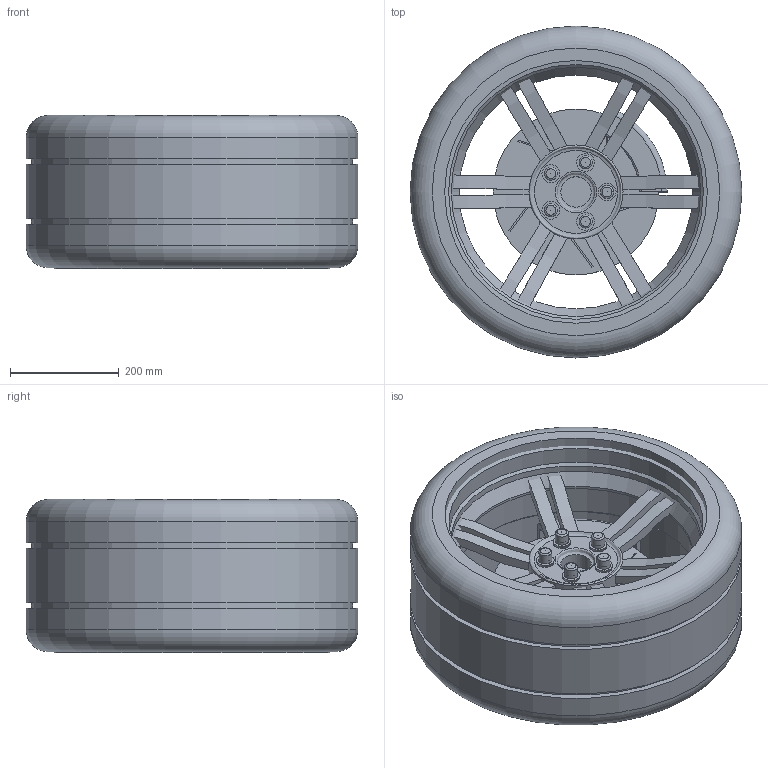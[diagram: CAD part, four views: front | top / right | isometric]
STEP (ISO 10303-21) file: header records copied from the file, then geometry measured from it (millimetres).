
FILE_DESCRIPTION((('zoo.dev export')), '2;1');
FILE_NAME('dump.step', '2025-01-30T20:44:22.431929606+00:00', ('Author unknown'), ('Organization unknown'), 'zoo.dev beta', 'zoo.dev', 'Authorization unknown');
FILE_SCHEMA(('AP203_CONFIGURATION_CONTROLLED_3D_DESIGN_OF_MECHANICAL_PARTS_AND_ASSEMBLIES_MIM_LF'));
Length unit declared in the file: metre
Products named in the file (42): UNIDENTIFIED_PRODUCT
Bounding box: 609.6 x 609.6 x 281.48 mm (x, y, z)
Volume: 35472191.8 mm3; surface area: 2853809.9 mm2
Topology: 43 solids, 43 shells, 322 faces, 612 edges, 397 vertices
Faces by surface type: plane 175, cylinder 90, bspline 42, torus 15
Full cylindrical faces by diameter (mm): 0.051 x5, 12.7 x16, 16 x5, 16.002 x15, 20.4 x5, 24 x5, 30.48 x5, 55.88 x1, 76.2 x3, 152.4 x4, 172.72 x1, 304.8 x2, 429.514 x1, 458.47 x2, 468.122 x2, 472.948 x1, 482.6 x3, 492.252 x2, 506.73 x2, 589.788 x2, 609.6 x3
Entity records: 8792 total; most frequent: CARTESIAN_POINT 2020, DIRECTION 1203, ORIENTED_EDGE 1004, EDGE_CURVE 641, EDGE_LOOP 525, FACE_BOUND 525, AXIS2_PLACEMENT_3D 507, VERTEX_POINT 397
